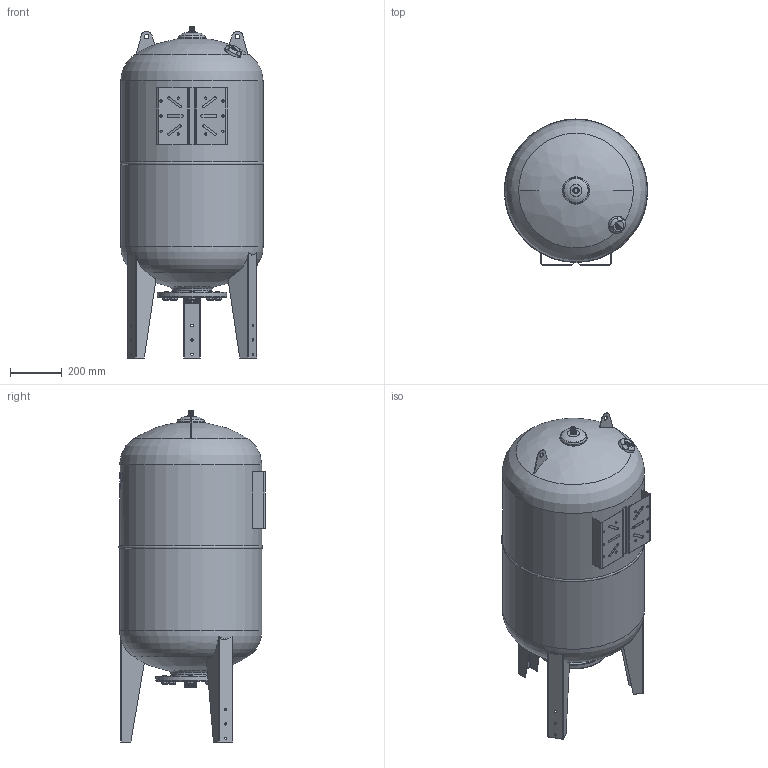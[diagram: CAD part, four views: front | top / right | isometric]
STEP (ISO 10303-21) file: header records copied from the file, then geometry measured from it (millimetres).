
FILE_DESCRIPTION(/* description */ (''),/* implementation_level */ '2;1');
FILE_NAME(/* name */ '09_ULTRA-PRO 200L V 10bar_11000200041.stp',/* time_stamp */ '2019-09-03T14:44:07+03:00',/* author */ ('shkarinov'),/* organization */ (''),/* preprocessor_version */ 'ST-DEVELOPER v16.5',/* originating_system */ 'Autodesk Inventor 2017',/* authorisation */ '');
FILE_SCHEMA (('AUTOMOTIVE_DESIGN { 1 0 10303 214 3 1 1 }'));
Length unit declared in the file: inch
Products named in the file (1): 09_ULTRA-PRO 200L V 10bar_11000200041
Bounding box: 555.35 x 565.23 x 1284.09 mm (x, y, z)
Volume: 207489300.6 mm3; surface area: 2682584.9 mm2
Topology: 1 solids, 1 shells, 622 faces, 1628 edges, 1061 vertices
Faces by surface type: plane 319, cylinder 205, torus 67, cone 24, bspline 4, sphere 3
Full cylindrical faces by diameter (mm): 9 x19, 15 x1, 16 x16, 18 x2, 25.02 x1, 42.667 x1, 51.2 x1, 103.79 x1, 142 x1, 152.046 x1, 260 x1, 262 x1, 270 x1, 550 x2
Entity records: 21833 total; most frequent: CARTESIAN_POINT 6370, DIRECTION 3012, ORIENTED_EDGE 2944, EDGE_CURVE 1470, AXIS2_PLACEMENT_3D 1122, VERTEX_POINT 1041, EDGE_LOOP 885, LINE 768
